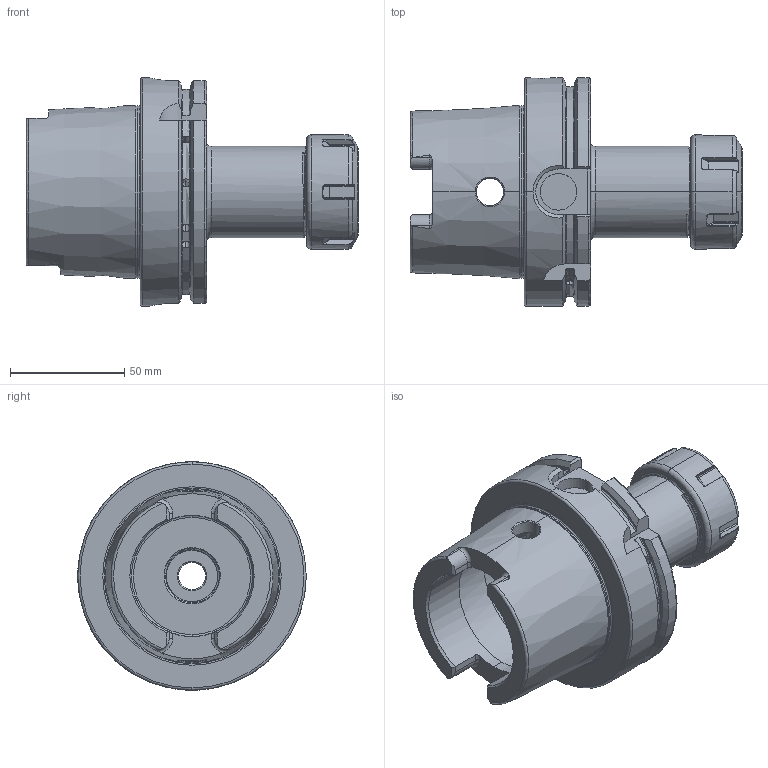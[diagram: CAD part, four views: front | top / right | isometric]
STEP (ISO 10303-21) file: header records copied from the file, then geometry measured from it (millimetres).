
FILE_DESCRIPTION (( 'STEP AP203' ), '1' );
FILE_NAME ('A100.02.20.STEP', '2016-11-26T03:26:35', ( '' ), ( '' ), 'SwSTEP 2.0', 'SolidWorks 2012', '' );
FILE_SCHEMA (( 'CONFIG_CONTROL_DESIGN' ));
Length unit declared in the file: millimetre
Products named in the file (3): A100.02.20; 2-01.100.0320230C7_ER32螺帽(六溝)
Assembly tree (2 placements, depth 2):
  A100.02.20
    A100.02.20
    2-01.100.0320230C7_ER32螺帽(六溝)
Bounding box: 145.28 x 100 x 100 mm (x, y, z)
Volume: 316651.8 mm3; surface area: 73713.1 mm2
Topology: 2 solids, 2 shells, 432 faces, 1117 edges, 685 vertices
Faces by surface type: cylinder 159, plane 89, bspline 78, torus 63, cone 43
Entity records: 32921 total; most frequent: CARTESIAN_POINT 23451, ORIENTED_EDGE 2214, DIRECTION 1542, EDGE_CURVE 1107, VERTEX_POINT 685, AXIS2_PLACEMENT_3D 614, EDGE_LOOP 446, FACE_OUTER_BOUND 432
